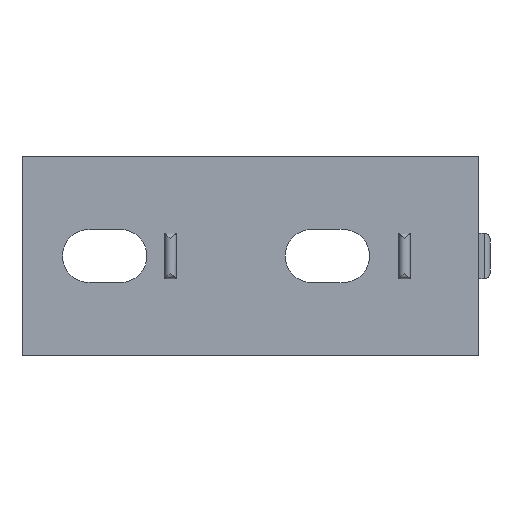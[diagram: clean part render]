
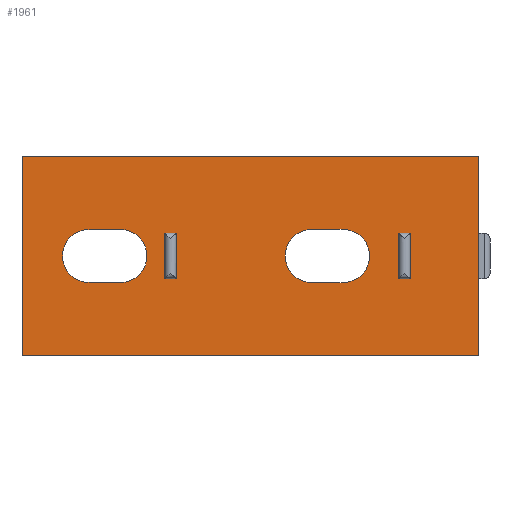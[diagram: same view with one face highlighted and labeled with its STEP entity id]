
A CAD part, left-side view. The second image highlights one B-rep face of the part: STEP entity #1961.
In plain terms, the highlighted planar face has unit normal (-1, 0, 0).
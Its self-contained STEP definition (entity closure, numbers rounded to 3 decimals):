
#166=CARTESIAN_POINT('',(0.,14.,-21.5));
#167=VERTEX_POINT('',#166);
#174=CARTESIAN_POINT('',(0.,12.,-21.5));
#175=VERTEX_POINT('',#174);
#176=CARTESIAN_POINT('',(0.,12.,-21.5));
#177=DIRECTION('',(0.0,1.0,0.0));
#178=VECTOR('',#177,2.0);
#179=LINE('',#176,#178);
#180=EDGE_CURVE('',#175,#167,#179,.T.);
#289=CARTESIAN_POINT('',(0.,53.,-13.5));
#290=VERTEX_POINT('',#289);
#297=CARTESIAN_POINT('',(0.,55.,-13.5));
#298=VERTEX_POINT('',#297);
#299=CARTESIAN_POINT('',(0.,55.,-13.5));
#300=DIRECTION('',(0.0,-1.0,0.0));
#301=VECTOR('',#300,2.0);
#302=LINE('',#299,#301);
#303=EDGE_CURVE('',#298,#290,#302,.T.);
#1022=CARTESIAN_POINT('',(0.,29.25,-12.85));
#1023=VERTEX_POINT('',#1022);
#1030=CARTESIAN_POINT('',(0.,29.25,-22.15));
#1031=VERTEX_POINT('',#1030);
#1032=CARTESIAN_POINT('',(0.,29.25,-17.5));
#1033=DIRECTION('',(1.0,0.0,0.0));
#1034=DIRECTION('',(0.0,0.0,1.0));
#1035=AXIS2_PLACEMENT_3D('',#1032,#1033,#1034);
#1036=CIRCLE('',#1035,4.65);
#1037=EDGE_CURVE('',#1031,#1023,#1036,.T.);
#1062=CARTESIAN_POINT('',(0.,23.75,-22.15));
#1063=VERTEX_POINT('',#1062);
#1064=CARTESIAN_POINT('',(0.,23.75,-22.15));
#1065=DIRECTION('',(0.0,1.0,0.0));
#1066=VECTOR('',#1065,5.5);
#1067=LINE('',#1064,#1066);
#1068=EDGE_CURVE('',#1063,#1031,#1067,.T.);
#1094=CARTESIAN_POINT('',(0.,23.75,-12.85));
#1095=VERTEX_POINT('',#1094);
#1096=CARTESIAN_POINT('',(0.,23.75,-17.5));
#1097=DIRECTION('',(1.0,0.0,0.0));
#1098=DIRECTION('',(0.0,0.0,-1.0));
#1099=AXIS2_PLACEMENT_3D('',#1096,#1097,#1098);
#1100=CIRCLE('',#1099,4.65);
#1101=EDGE_CURVE('',#1095,#1063,#1100,.T.);
#1124=CARTESIAN_POINT('',(0.,29.25,-12.85));
#1125=DIRECTION('',(0.0,-1.0,0.0));
#1126=VECTOR('',#1125,5.5);
#1127=LINE('',#1124,#1126);
#1128=EDGE_CURVE('',#1023,#1095,#1127,.T.);
#1150=CARTESIAN_POINT('',(0.,68.25,-12.85));
#1151=VERTEX_POINT('',#1150);
#1158=CARTESIAN_POINT('',(0.,68.25,-22.15));
#1159=VERTEX_POINT('',#1158);
#1160=CARTESIAN_POINT('',(0.,68.25,-17.5));
#1161=DIRECTION('',(1.0,0.0,0.0));
#1162=DIRECTION('',(0.0,0.0,1.0));
#1163=AXIS2_PLACEMENT_3D('',#1160,#1161,#1162);
#1164=CIRCLE('',#1163,4.65);
#1165=EDGE_CURVE('',#1159,#1151,#1164,.T.);
#1190=CARTESIAN_POINT('',(0.,62.75,-22.15));
#1191=VERTEX_POINT('',#1190);
#1192=CARTESIAN_POINT('',(0.,62.75,-22.15));
#1193=DIRECTION('',(0.0,1.0,0.0));
#1194=VECTOR('',#1193,5.5);
#1195=LINE('',#1192,#1194);
#1196=EDGE_CURVE('',#1191,#1159,#1195,.T.);
#1222=CARTESIAN_POINT('',(0.,62.75,-12.85));
#1223=VERTEX_POINT('',#1222);
#1224=CARTESIAN_POINT('',(0.,62.75,-17.5));
#1225=DIRECTION('',(1.0,0.0,0.0));
#1226=DIRECTION('',(0.0,0.0,-1.0));
#1227=AXIS2_PLACEMENT_3D('',#1224,#1225,#1226);
#1228=CIRCLE('',#1227,4.65);
#1229=EDGE_CURVE('',#1223,#1191,#1228,.T.);
#1252=CARTESIAN_POINT('',(0.,68.25,-12.85));
#1253=DIRECTION('',(0.0,-1.0,0.0));
#1254=VECTOR('',#1253,5.5);
#1255=LINE('',#1252,#1254);
#1256=EDGE_CURVE('',#1151,#1223,#1255,.T.);
#1268=CARTESIAN_POINT('',(0.,53.,-21.5));
#1269=VERTEX_POINT('',#1268);
#1276=CARTESIAN_POINT('',(0.,53.,-13.5));
#1277=DIRECTION('',(0.0,0.0,-1.0));
#1278=VECTOR('',#1277,8.0);
#1279=LINE('',#1276,#1278);
#1280=EDGE_CURVE('',#290,#1269,#1279,.T.);
#1292=CARTESIAN_POINT('',(0.,55.,-21.5));
#1293=VERTEX_POINT('',#1292);
#1300=CARTESIAN_POINT('',(0.,53.,-21.5));
#1301=DIRECTION('',(0.0,1.0,0.0));
#1302=VECTOR('',#1301,2.0);
#1303=LINE('',#1300,#1302);
#1304=EDGE_CURVE('',#1269,#1293,#1303,.T.);
#1317=CARTESIAN_POINT('',(0.,55.,-21.5));
#1318=DIRECTION('',(0.0,0.0,1.0));
#1319=VECTOR('',#1318,8.0);
#1320=LINE('',#1317,#1319);
#1321=EDGE_CURVE('',#1293,#298,#1320,.T.);
#1333=CARTESIAN_POINT('',(0.,14.,-13.5));
#1334=VERTEX_POINT('',#1333);
#1341=CARTESIAN_POINT('',(0.,14.,-21.5));
#1342=DIRECTION('',(0.0,0.0,1.0));
#1343=VECTOR('',#1342,8.);
#1344=LINE('',#1341,#1343);
#1345=EDGE_CURVE('',#167,#1334,#1344,.T.);
#1357=CARTESIAN_POINT('',(0.,12.,-13.5));
#1358=VERTEX_POINT('',#1357);
#1365=CARTESIAN_POINT('',(0.,14.,-13.5));
#1366=DIRECTION('',(0.0,-1.0,0.0));
#1367=VECTOR('',#1366,2.0);
#1368=LINE('',#1365,#1367);
#1369=EDGE_CURVE('',#1334,#1358,#1368,.T.);
#1382=CARTESIAN_POINT('',(0.,12.,-13.5));
#1383=DIRECTION('',(0.0,0.0,-1.0));
#1384=VECTOR('',#1383,8.);
#1385=LINE('',#1382,#1384);
#1386=EDGE_CURVE('',#1358,#175,#1385,.T.);
#1879=CARTESIAN_POINT('',(0.,80.0,-35.0));
#1880=VERTEX_POINT('',#1879);
#1887=CARTESIAN_POINT('',(0.,80.0,0.0));
#1888=VERTEX_POINT('',#1887);
#1889=CARTESIAN_POINT('',(0.,80.0,0.0));
#1890=DIRECTION('',(0.0,0.0,-1.0));
#1891=VECTOR('',#1890,35.0);
#1892=LINE('',#1889,#1891);
#1893=EDGE_CURVE('',#1888,#1880,#1892,.T.);
#1907=CARTESIAN_POINT('',(0.,80.0,0.0));
#1908=DIRECTION('',(-1.0,0.0,0.0));
#1909=DIRECTION('',(0.0,0.0,1.0));
#1910=AXIS2_PLACEMENT_3D('',#1907,#1908,#1909);
#1911=PLANE('',#1910);
#1912=CARTESIAN_POINT('',(0.0,0.0,-35.0));
#1913=VERTEX_POINT('',#1912);
#1914=CARTESIAN_POINT('',(0.,80.0,-35.0));
#1915=DIRECTION('',(0.0,-1.0,0.0));
#1916=VECTOR('',#1915,80.0);
#1917=LINE('',#1914,#1916);
#1918=EDGE_CURVE('',#1880,#1913,#1917,.T.);
#1919=ORIENTED_EDGE('',*,*,#1918,.T.);
#1920=CARTESIAN_POINT('',(0.0,0.0,0.0));
#1921=VERTEX_POINT('',#1920);
#1922=CARTESIAN_POINT('',(0.0,0.0,0.0));
#1923=DIRECTION('',(0.0,0.0,-1.0));
#1924=VECTOR('',#1923,35.0);
#1925=LINE('',#1922,#1924);
#1926=EDGE_CURVE('',#1921,#1913,#1925,.T.);
#1927=ORIENTED_EDGE('',*,*,#1926,.F.);
#1928=CARTESIAN_POINT('',(0.,80.0,0.0));
#1929=DIRECTION('',(0.0,-1.0,0.0));
#1930=VECTOR('',#1929,80.0);
#1931=LINE('',#1928,#1930);
#1932=EDGE_CURVE('',#1888,#1921,#1931,.T.);
#1933=ORIENTED_EDGE('',*,*,#1932,.F.);
#1934=ORIENTED_EDGE('',*,*,#1893,.T.);
#1935=EDGE_LOOP('',(#1919,#1927,#1933,#1934));
#1936=FACE_OUTER_BOUND('',#1935,.T.);
#1937=ORIENTED_EDGE('',*,*,#1101,.T.);
#1938=ORIENTED_EDGE('',*,*,#1068,.T.);
#1939=ORIENTED_EDGE('',*,*,#1037,.T.);
#1940=ORIENTED_EDGE('',*,*,#1128,.T.);
#1941=EDGE_LOOP('',(#1937,#1938,#1939,#1940));
#1942=FACE_BOUND('',#1941,.T.);
#1943=ORIENTED_EDGE('',*,*,#1229,.T.);
#1944=ORIENTED_EDGE('',*,*,#1196,.T.);
#1945=ORIENTED_EDGE('',*,*,#1165,.T.);
#1946=ORIENTED_EDGE('',*,*,#1256,.T.);
#1947=EDGE_LOOP('',(#1943,#1944,#1945,#1946));
#1948=FACE_BOUND('',#1947,.T.);
#1949=ORIENTED_EDGE('',*,*,#303,.T.);
#1950=ORIENTED_EDGE('',*,*,#1280,.T.);
#1951=ORIENTED_EDGE('',*,*,#1304,.T.);
#1952=ORIENTED_EDGE('',*,*,#1321,.T.);
#1953=EDGE_LOOP('',(#1949,#1950,#1951,#1952));
#1954=FACE_BOUND('',#1953,.T.);
#1955=ORIENTED_EDGE('',*,*,#180,.T.);
#1956=ORIENTED_EDGE('',*,*,#1345,.T.);
#1957=ORIENTED_EDGE('',*,*,#1369,.T.);
#1958=ORIENTED_EDGE('',*,*,#1386,.T.);
#1959=EDGE_LOOP('',(#1955,#1956,#1957,#1958));
#1960=FACE_BOUND('',#1959,.T.);
#1961=ADVANCED_FACE('',(#1936,#1942,#1948,#1954,#1960),#1911,.T.);
